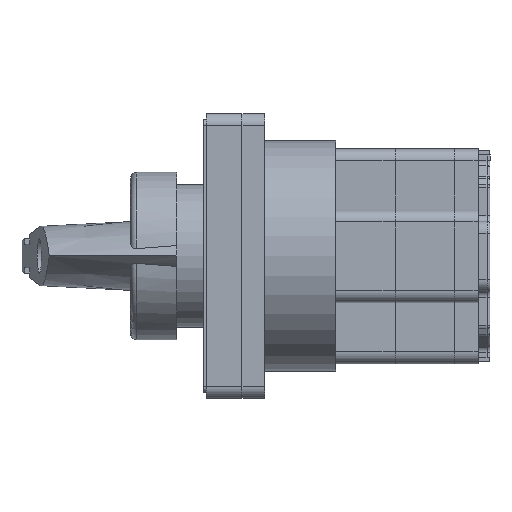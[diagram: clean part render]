
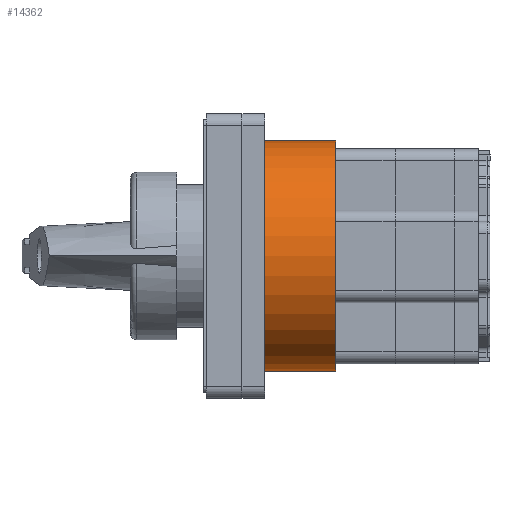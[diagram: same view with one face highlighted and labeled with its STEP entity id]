
A CAD part, left-side view. The second image highlights one B-rep face of the part: STEP entity #14362.
In plain terms, the highlighted cylindrical face has radius 19.4 mm (diameter 38.8 mm), a partial arc.
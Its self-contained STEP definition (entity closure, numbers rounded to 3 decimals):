
#263 = DIRECTION ( 'NONE',  ( 0., 0., -1. ) ) ;
#519 = CARTESIAN_POINT ( 'NONE',  ( 0., 0., 12. ) ) ;
#1421 = VECTOR ( 'NONE', #15401, 1000. ) ;
#2187 = AXIS2_PLACEMENT_3D ( 'NONE', #11202, #23365, #11812 ) ;
#2353 = EDGE_LOOP ( 'NONE', ( #5190, #11503, #13264, #15795 ) ) ;
#3656 = CIRCLE ( 'NONE', #2187, 19.4 ) ;
#4441 = AXIS2_PLACEMENT_3D ( 'NONE', #519, #4841, #9926 ) ;
#4483 = AXIS2_PLACEMENT_3D ( 'NONE', #16437, #14130, #25822 ) ;
#4841 = DIRECTION ( 'NONE',  ( 0., 0., 1. ) ) ;
#5190 = ORIENTED_EDGE ( 'NONE', *, *, #8942, .F. ) ;
#8942 = EDGE_CURVE ( 'NONE', #16376, #21757, #13089, .T. ) ;
#9522 = VECTOR ( 'NONE', #263, 1000. ) ;
#9926 = DIRECTION ( 'NONE',  ( 1., 0., 0. ) ) ;
#11202 = CARTESIAN_POINT ( 'NONE',  ( 0., 0., 0. ) ) ;
#11503 = ORIENTED_EDGE ( 'NONE', *, *, #24186, .F. ) ;
#11672 = CYLINDRICAL_SURFACE ( 'NONE', #4483, 19.4 ) ;
#11812 = DIRECTION ( 'NONE',  ( 1., 0., 0. ) ) ;
#11980 = FACE_OUTER_BOUND ( 'NONE', #2353, .T. ) ;
#12131 = CARTESIAN_POINT ( 'NONE',  ( -19.4, 0., 0. ) ) ;
#13089 = LINE ( 'NONE', #26478, #1421 ) ;
#13264 = ORIENTED_EDGE ( 'NONE', *, *, #30035, .T. ) ;
#14130 = DIRECTION ( 'NONE',  ( 0., 0., -1. ) ) ;
#14362 = ADVANCED_FACE ( 'NONE', ( #11980 ), #11672, .T. ) ;
#15114 = CARTESIAN_POINT ( 'NONE',  ( 19.4, 0., 0. ) ) ;
#15401 = DIRECTION ( 'NONE',  ( 0., 0., -1. ) ) ;
#15795 = ORIENTED_EDGE ( 'NONE', *, *, #30408, .T. ) ;
#16376 = VERTEX_POINT ( 'NONE', #29783 ) ;
#16437 = CARTESIAN_POINT ( 'NONE',  ( 0., 0., 12. ) ) ;
#17745 = CIRCLE ( 'NONE', #4441, 19.4 ) ;
#19906 = CARTESIAN_POINT ( 'NONE',  ( -19.4, 0., 12. ) ) ;
#20798 = CARTESIAN_POINT ( 'NONE',  ( -19.4, 0., 12. ) ) ;
#20981 = VERTEX_POINT ( 'NONE', #12131 ) ;
#21748 = VERTEX_POINT ( 'NONE', #19906 ) ;
#21757 = VERTEX_POINT ( 'NONE', #15114 ) ;
#23365 = DIRECTION ( 'NONE',  ( 0., 0., 1. ) ) ;
#24186 = EDGE_CURVE ( 'NONE', #21748, #16376, #17745, .T. ) ;
#25822 = DIRECTION ( 'NONE',  ( -1., 0., 0. ) ) ;
#26478 = CARTESIAN_POINT ( 'NONE',  ( 19.4, 0., 12. ) ) ;
#29783 = CARTESIAN_POINT ( 'NONE',  ( 19.4, 0., 12. ) ) ;
#30035 = EDGE_CURVE ( 'NONE', #21748, #20981, #30127, .T. ) ;
#30127 = LINE ( 'NONE', #20798, #9522 ) ;
#30408 = EDGE_CURVE ( 'NONE', #20981, #21757, #3656, .T. ) ;
